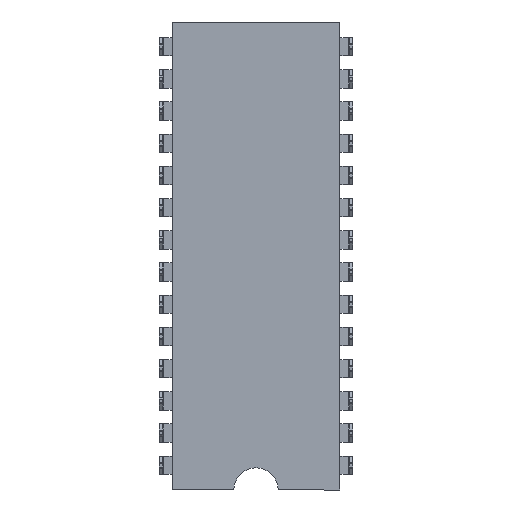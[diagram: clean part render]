
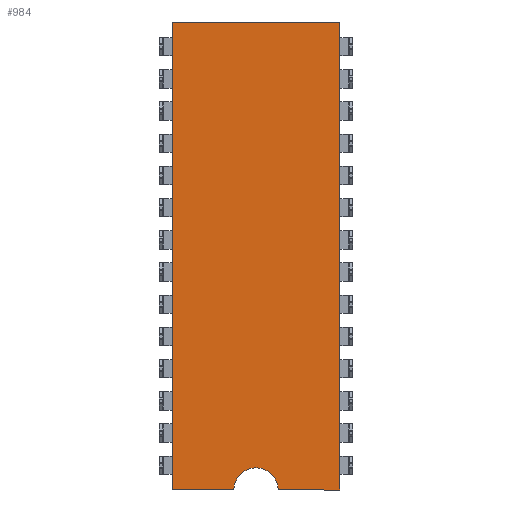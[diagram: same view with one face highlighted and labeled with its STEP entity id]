
A CAD part, front view. The second image highlights one B-rep face of the part: STEP entity #984.
In plain terms, the highlighted planar face has unit normal (0, -1, 0).
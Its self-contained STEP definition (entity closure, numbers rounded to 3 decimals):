
#53 = CARTESIAN_POINT ( 'NONE',  ( 6.605, 1.4, 18.46 ) ) ;
#140 = DIRECTION ( 'NONE',  ( -1., 0., 0. ) ) ;
#502 = VERTEX_POINT ( 'NONE', #8973 ) ;
#720 = DIRECTION ( 'NONE',  ( 1., 0., 0. ) ) ;
#934 = CARTESIAN_POINT ( 'NONE',  ( -6.605, 1.4, 18.46 ) ) ;
#975 = DIRECTION ( 'NONE',  ( 0., -1., 0. ) ) ;
#984 = ADVANCED_FACE ( 'NONE', ( #4516 ), #1181, .T. ) ;
#1074 = DIRECTION ( 'NONE',  ( 0., -1., 0. ) ) ;
#1168 = AXIS2_PLACEMENT_3D ( 'NONE', #12157, #975, #5273 ) ;
#1181 = PLANE ( 'NONE',  #13590 ) ;
#1763 = CARTESIAN_POINT ( 'NONE',  ( -6.605, 1.4, -18.46 ) ) ;
#1907 = ORIENTED_EDGE ( 'NONE', *, *, #10028, .F. ) ;
#2361 = CARTESIAN_POINT ( 'NONE',  ( 6.605, 1.4, -18.46 ) ) ;
#2377 = LINE ( 'NONE', #12965, #7320 ) ;
#2941 = VERTEX_POINT ( 'NONE', #10097 ) ;
#3624 = VECTOR ( 'NONE', #6836, 1000. ) ;
#3656 = EDGE_CURVE ( 'NONE', #12199, #4771, #2377, .T. ) ;
#4018 = EDGE_CURVE ( 'NONE', #2941, #10361, #7855, .T. ) ;
#4214 = DIRECTION ( 'NONE',  ( 0., 0., 1. ) ) ;
#4279 = VECTOR ( 'NONE', #140, 1000. ) ;
#4516 = FACE_OUTER_BOUND ( 'NONE', #6365, .T. ) ;
#4771 = VERTEX_POINT ( 'NONE', #5641 ) ;
#5080 = EDGE_CURVE ( 'NONE', #502, #2941, #5146, .T. ) ;
#5146 = CIRCLE ( 'NONE', #9549, 1.75 ) ;
#5249 = CARTESIAN_POINT ( 'NONE',  ( -1.75, 1.4, -18.46 ) ) ;
#5273 = DIRECTION ( 'NONE',  ( 0., 0., -1. ) ) ;
#5641 = CARTESIAN_POINT ( 'NONE',  ( -6.605, 1.4, 18.46 ) ) ;
#6304 = CARTESIAN_POINT ( 'NONE',  ( 0., 1.4, 0. ) ) ;
#6365 = EDGE_LOOP ( 'NONE', ( #6889, #12451, #7394, #10689, #7242, #1907, #8195 ) ) ;
#6600 = VECTOR ( 'NONE', #13885, 1000. ) ;
#6836 = DIRECTION ( 'NONE',  ( 0., 0., -1. ) ) ;
#6889 = ORIENTED_EDGE ( 'NONE', *, *, #5080, .F. ) ;
#7242 = ORIENTED_EDGE ( 'NONE', *, *, #3656, .F. ) ;
#7320 = VECTOR ( 'NONE', #4214, 1000. ) ;
#7394 = ORIENTED_EDGE ( 'NONE', *, *, #11258, .F. ) ;
#7635 = CARTESIAN_POINT ( 'NONE',  ( 0., 1.4, -18.46 ) ) ;
#7855 = CIRCLE ( 'NONE', #1168, 1.75 ) ;
#8195 = ORIENTED_EDGE ( 'NONE', *, *, #4018, .F. ) ;
#8794 = DIRECTION ( 'NONE',  ( 0., 0., -1. ) ) ;
#8973 = CARTESIAN_POINT ( 'NONE',  ( 1.75, 1.4, -18.46 ) ) ;
#9459 = EDGE_CURVE ( 'NONE', #4771, #13635, #9866, .T. ) ;
#9549 = AXIS2_PLACEMENT_3D ( 'NONE', #7635, #10715, #8794 ) ;
#9719 = LINE ( 'NONE', #14743, #4279 ) ;
#9864 = CARTESIAN_POINT ( 'NONE',  ( 6.605, 1.4, 18.46 ) ) ;
#9866 = LINE ( 'NONE', #934, #14840 ) ;
#10028 = EDGE_CURVE ( 'NONE', #10361, #12199, #11487, .T. ) ;
#10097 = CARTESIAN_POINT ( 'NONE',  ( 0., 1.4, -16.71 ) ) ;
#10361 = VERTEX_POINT ( 'NONE', #5249 ) ;
#10689 = ORIENTED_EDGE ( 'NONE', *, *, #9459, .F. ) ;
#10715 = DIRECTION ( 'NONE',  ( 0., -1., 0. ) ) ;
#11100 = CARTESIAN_POINT ( 'NONE',  ( 6.605, 1.4, -18.46 ) ) ;
#11258 = EDGE_CURVE ( 'NONE', #13635, #12588, #13229, .T. ) ;
#11487 = LINE ( 'NONE', #2361, #6600 ) ;
#11914 = EDGE_CURVE ( 'NONE', #12588, #502, #9719, .T. ) ;
#12157 = CARTESIAN_POINT ( 'NONE',  ( 0., 1.4, -18.46 ) ) ;
#12199 = VERTEX_POINT ( 'NONE', #1763 ) ;
#12451 = ORIENTED_EDGE ( 'NONE', *, *, #11914, .F. ) ;
#12588 = VERTEX_POINT ( 'NONE', #11100 ) ;
#12965 = CARTESIAN_POINT ( 'NONE',  ( -6.605, 1.4, -18.46 ) ) ;
#13211 = DIRECTION ( 'NONE',  ( 0., 0., -1. ) ) ;
#13229 = LINE ( 'NONE', #53, #3624 ) ;
#13590 = AXIS2_PLACEMENT_3D ( 'NONE', #6304, #1074, #13211 ) ;
#13635 = VERTEX_POINT ( 'NONE', #9864 ) ;
#13885 = DIRECTION ( 'NONE',  ( -1., 0., 0. ) ) ;
#14743 = CARTESIAN_POINT ( 'NONE',  ( 6.605, 1.4, -18.46 ) ) ;
#14840 = VECTOR ( 'NONE', #720, 1000. ) ;
